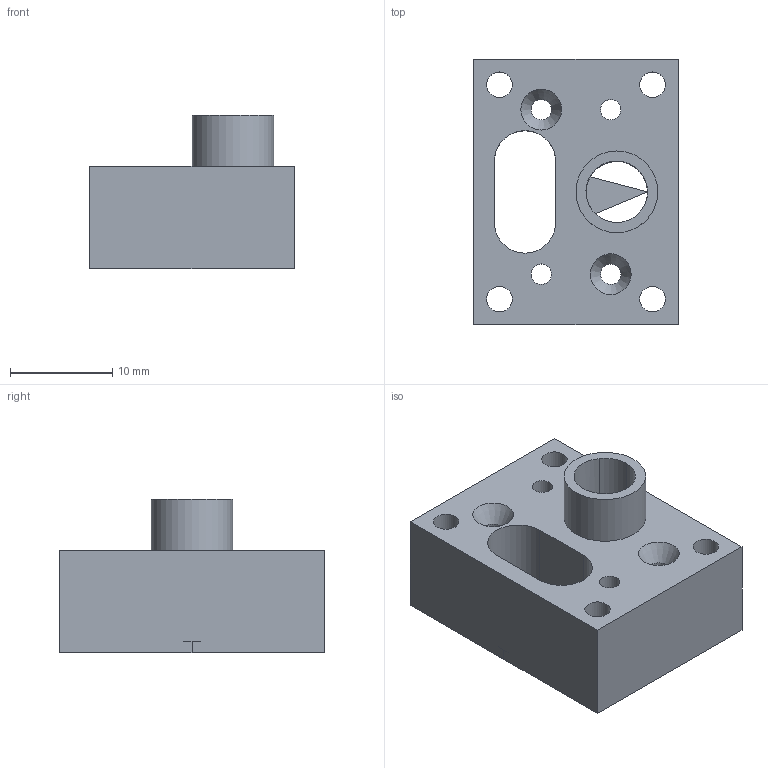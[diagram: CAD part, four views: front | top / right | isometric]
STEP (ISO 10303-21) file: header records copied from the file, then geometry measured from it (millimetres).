
FILE_DESCRIPTION(/* description */ (''),/* implementation_level */ '2;1');
FILE_NAME(/* name */ 'FLASQUE VIS MERE T6.stp',/* time_stamp */ '2020-04-23T12:26:59+02:00',/* author */ ('Alain'),/* organization */ (''),/* preprocessor_version */ 'ST-DEVELOPER v18.1',/* originating_system */ 'AutoCAD Mechanical',/* authorisation */ '');
FILE_SCHEMA (('AUTOMOTIVE_DESIGN { 1 0 10303 214 3 1 1 }'));
Length unit declared in the file: millimetre
Products named in the file (1): Product
Bounding box: 20 x 26 x 15 mm (x, y, z)
Volume: 3636.6 mm3; surface area: 3179.5 mm2
Topology: 1 solids, 1 shells, 42 faces, 111 edges, 79 vertices
Faces by surface type: cylinder 22, plane 18, cone 2
Full cylindrical faces by diameter (mm): 2 x4, 2.5 x4, 4.5 x4, 6 x1, 8 x2, 8.1 x1
Entity records: 1438 total; most frequent: DIRECTION 265, CARTESIAN_POINT 235, ORIENTED_EDGE 226, EDGE_CURVE 113, AXIS2_PLACEMENT_3D 109, VERTEX_POINT 78, EDGE_LOOP 69, CIRCLE 66
